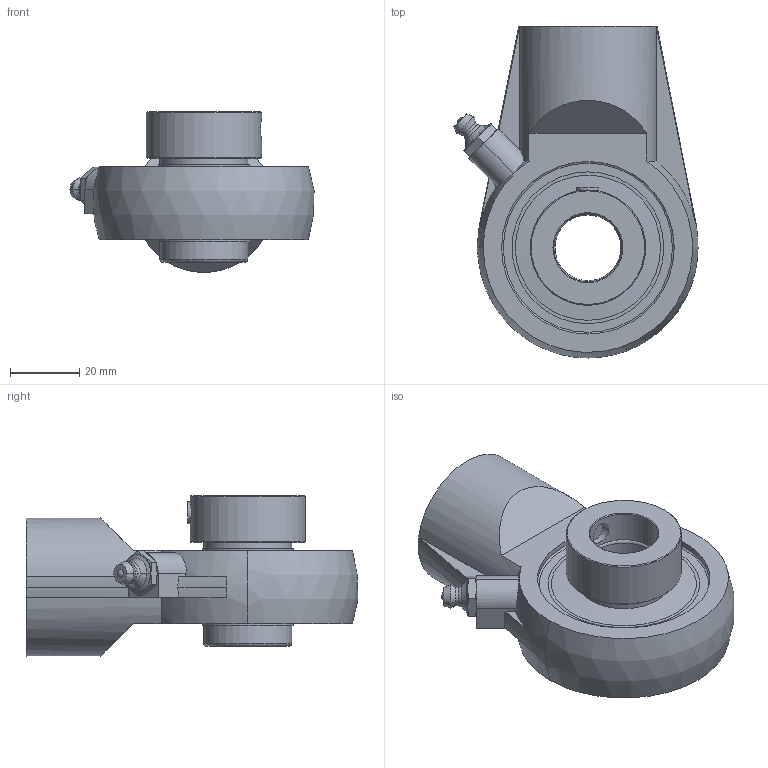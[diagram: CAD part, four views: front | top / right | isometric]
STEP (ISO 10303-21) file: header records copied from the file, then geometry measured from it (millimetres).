
FILE_DESCRIPTION(('HOOPS Exchange Step'),'2;1');
FILE_NAME('export-215E26CA-F368-44C7-8FCE-2C2C8E1ECC72.stp','2019-12-13T13:06:46-08:00',('ibuslach'),('Alibre'),'HOOPS Exchange 2019.2','Alibre','Unknown authorisation');
FILE_SCHEMA( ('AP242_MANAGED_MODEL_BASED_3D_ENGINEERING_MIM_LF {1 0 10303 442 1 1 4 }') );
Length unit declared in the file: centimetre
Products named in the file (8): MRN SHA 204; ZERK 6mm; SHC 204-12 RACE; SHC 204-12 COLLAR; SHC 204-12 SHIELD; SHC 204 SS; MRN SHC 204-12; MRN SHCHA 204-12
Assembly tree (7 placements, depth 3):
  MRN SHCHA 204-12
    MRN SHA 204
    ZERK 6mm
    MRN SHC 204-12
      SHC 204-12 RACE
      SHC 204-12 COLLAR
      SHC 204-12 SHIELD
      SHC 204 SS
Bounding box: 70.47 x 95.8 x 46.38 mm (x, y, z)
Volume: 90921.9 mm3; surface area: 38387.4 mm2
Topology: 14 solids, 14 shells, 179 faces, 460 edges, 295 vertices
Faces by surface type: plane 58, cylinder 45, cone 38, torus 17, sphere 17, bspline 4
Full cylindrical faces by diameter (mm): 1.505 x2, 6 x2, 6.35 x3, 19.05 x2, 19.685 x1, 23.368 x2, 25.4 x4, 26.416 x2, 33.3 x1, 38.1 x2, 41.91 x4, 49.818 x2
Entity records: 8413 total; most frequent: CARTESIAN_POINT 3867, DIRECTION 989, ORIENTED_EDGE 880, EDGE_CURVE 440, AXIS2_PLACEMENT_3D 431, VERTEX_POINT 295, CIRCLE 225, EDGE_LOOP 205
